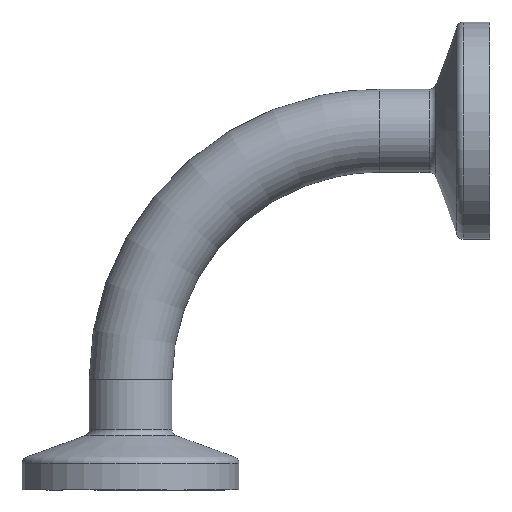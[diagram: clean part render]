
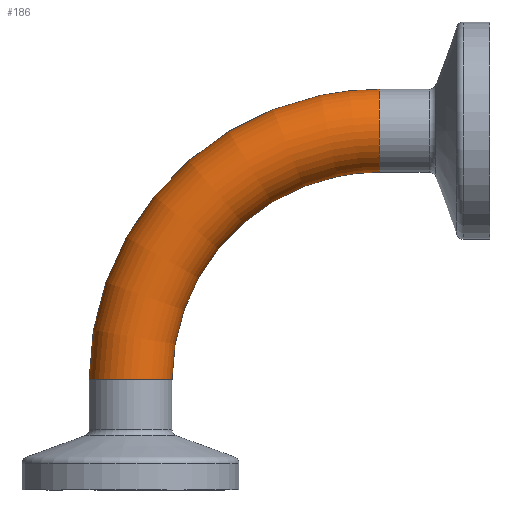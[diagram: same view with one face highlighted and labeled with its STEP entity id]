
A CAD part, front view. The second image highlights one B-rep face of the part: STEP entity #186.
In plain terms, the highlighted toroidal (fillet/blend) face has major radius 28.6 mm and minor radius 4.765 mm.
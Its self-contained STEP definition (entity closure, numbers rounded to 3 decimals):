
#112=CARTESIAN_POINT('',(4.765,0.,38.1));
#113=VERTEX_POINT('',#112);
#114=CARTESIAN_POINT('',(0.,0.0,38.1));
#115=DIRECTION('',(0.0,0.0,-1.0));
#116=DIRECTION('',(-1.0,0.0,0.0));
#117=AXIS2_PLACEMENT_3D('',#114,#115,#116);
#118=CIRCLE('',#117,4.765);
#119=EDGE_CURVE('',#113,#113,#118,.T.);
#140=CARTESIAN_POINT('',(28.6,0.,61.935));
#141=VERTEX_POINT('',#140);
#142=CARTESIAN_POINT('',(28.6,0.0,66.7));
#143=DIRECTION('',(-1.0,0.0,0.0));
#144=DIRECTION('',(0.0,0.0,1.0));
#145=AXIS2_PLACEMENT_3D('',#142,#143,#144);
#146=CIRCLE('',#145,4.765);
#147=EDGE_CURVE('',#141,#141,#146,.T.);
#175=CARTESIAN_POINT('',(28.6,0.0,38.1));
#176=DIRECTION('',(0.0,1.0,0.0));
#177=DIRECTION('',(0.0,0.0,1.0));
#178=AXIS2_PLACEMENT_3D('',#175,#176,#177);
#179=TOROIDAL_SURFACE('',#178,28.6,4.765);
#180=ORIENTED_EDGE('',*,*,#147,.T.);
#181=EDGE_LOOP('',(#180));
#182=FACE_OUTER_BOUND('',#181,.T.);
#183=ORIENTED_EDGE('',*,*,#119,.F.);
#184=EDGE_LOOP('',(#183));
#185=FACE_BOUND('',#184,.T.);
#186=ADVANCED_FACE('',(#182,#185),#179,.T.);
